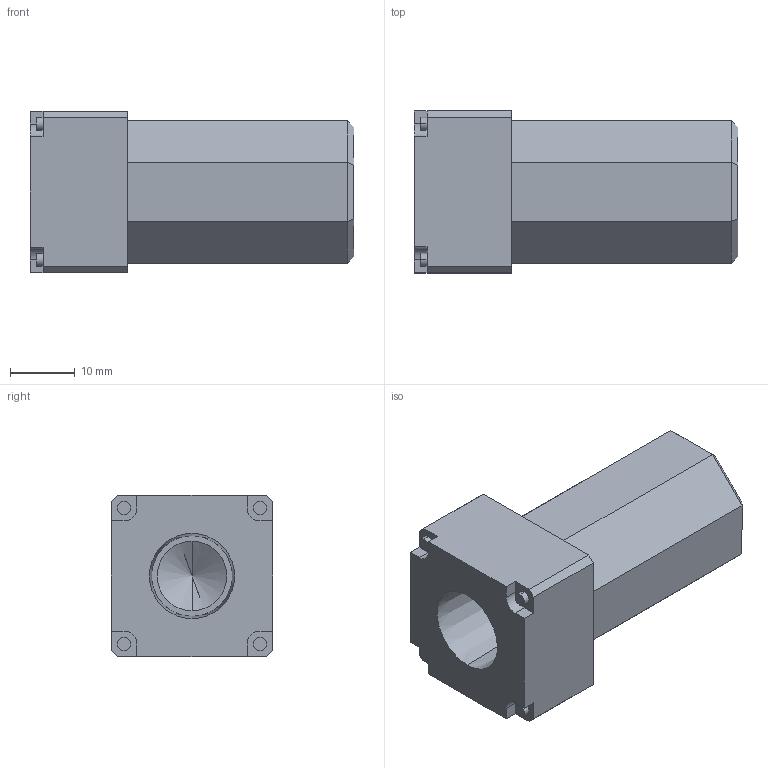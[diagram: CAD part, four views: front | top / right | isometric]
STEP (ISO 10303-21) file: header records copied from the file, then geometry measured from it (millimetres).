
FILE_DESCRIPTION (( 'STEP AP214' ), '1' );
FILE_NAME ('AK2000-02.step.step', '2012-05-30T04:28:13', ( 'sysAdmin' ), ( 'SolidWorks' ), 'SwSTEP 2.0', 'SolidWorks 2012', '' );
FILE_SCHEMA (( 'AUTOMOTIVE_DESIGN' ));
Length unit declared in the file: millimetre
Products named in the file (2): AK2000-02.step; AK2000-02.step_AK3051 Check Valve_2
Assembly tree (1 placements, depth 2):
  AK2000-02.step
    AK2000-02.step_AK3051 Check Valve_2
Bounding box: 50 x 25 x 25 mm (x, y, z)
Volume: 19006 mm3; surface area: 6579.1 mm2
Topology: 1 solids, 1 shells, 69 faces, 168 edges, 106 vertices
Faces by surface type: plane 45, cylinder 16, cone 8
Entity records: 2044 total; most frequent: DIRECTION 350, CARTESIAN_POINT 343, ORIENTED_EDGE 328, EDGE_CURVE 164, VECTOR 124, LINE 124, AXIS2_PLACEMENT_3D 113, VERTEX_POINT 106
